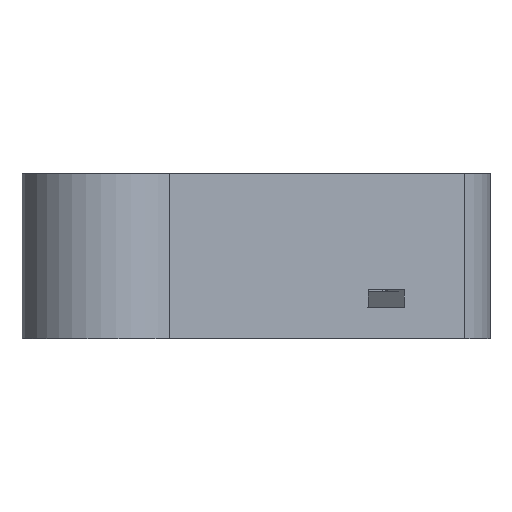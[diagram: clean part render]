
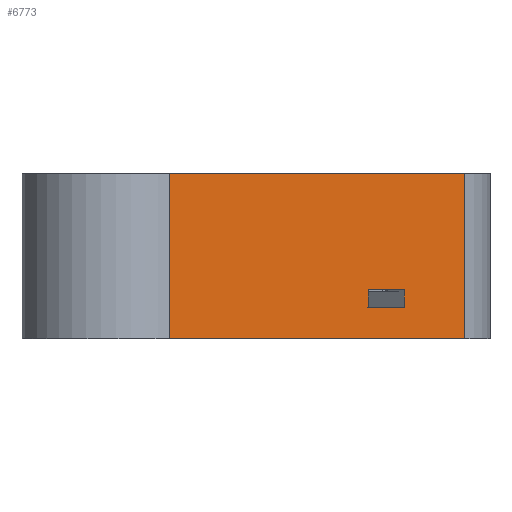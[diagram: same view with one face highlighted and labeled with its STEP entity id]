
A CAD part, left-side view. The second image highlights one B-rep face of the part: STEP entity #6773.
In plain terms, the highlighted planar face has unit normal (-0.707, -0.707, 0).
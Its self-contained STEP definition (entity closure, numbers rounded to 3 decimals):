
#5888=CARTESIAN_POINT('',(94.962,61.536,89.22));
#5889=VERTEX_POINT('',#5888);
#5890=CARTESIAN_POINT('',(169.916,-13.417,89.22));
#5891=VERTEX_POINT('',#5890);
#5892=CARTESIAN_POINT('',(94.962,61.536,89.22));
#5893=DIRECTION('',(0.707,-0.707,0.));
#5894=VECTOR('',#5893,106.);
#5895=LINE('',#5892,#5894);
#5896=EDGE_CURVE('',#5889,#5891,#5895,.T.);
#6034=CARTESIAN_POINT('',(169.916,-13.417,47.22));
#6035=VERTEX_POINT('',#6034);
#6043=CARTESIAN_POINT('',(94.962,61.536,47.22));
#6044=VERTEX_POINT('',#6043);
#6045=CARTESIAN_POINT('',(94.962,61.536,47.22));
#6046=DIRECTION('',(0.707,-0.707,0.));
#6047=VECTOR('',#6046,106.);
#6048=LINE('',#6045,#6047);
#6049=EDGE_CURVE('',#6044,#6035,#6048,.T.);
#6110=CARTESIAN_POINT('',(169.916,-13.417,89.22));
#6111=DIRECTION('',(0.,-0.,-1.));
#6112=VECTOR('',#6111,42.);
#6113=LINE('',#6110,#6112);
#6114=EDGE_CURVE('',#5891,#6035,#6113,.T.);
#6433=CARTESIAN_POINT('',(145.41,11.089,55.22));
#6434=VERTEX_POINT('',#6433);
#6489=CARTESIAN_POINT('',(145.41,11.089,59.72));
#6490=VERTEX_POINT('',#6489);
#6497=CARTESIAN_POINT('',(145.41,11.089,59.72));
#6498=DIRECTION('',(0.,-0.,-1.));
#6499=VECTOR('',#6498,4.5);
#6500=LINE('',#6497,#6499);
#6501=EDGE_CURVE('',#6490,#6434,#6500,.T.);
#6520=CARTESIAN_POINT('',(154.602,1.897,59.72));
#6521=VERTEX_POINT('',#6520);
#6528=CARTESIAN_POINT('',(145.41,11.089,59.72));
#6529=DIRECTION('',(0.707,-0.707,0.));
#6530=VECTOR('',#6529,13.);
#6531=LINE('',#6528,#6530);
#6532=EDGE_CURVE('',#6490,#6521,#6531,.T.);
#6591=CARTESIAN_POINT('',(154.602,1.897,55.22));
#6592=VERTEX_POINT('',#6591);
#6599=CARTESIAN_POINT('',(154.602,1.897,55.22));
#6600=DIRECTION('',(-0.,0.,1.));
#6601=VECTOR('',#6600,4.5);
#6602=LINE('',#6599,#6601);
#6603=EDGE_CURVE('',#6592,#6521,#6602,.T.);
#6621=CARTESIAN_POINT('',(154.602,1.897,55.22));
#6622=DIRECTION('',(-0.707,0.707,-0.));
#6623=VECTOR('',#6622,13.);
#6624=LINE('',#6621,#6623);
#6625=EDGE_CURVE('',#6592,#6434,#6624,.T.);
#6751=CARTESIAN_POINT('',(132.439,24.06,83.22));
#6752=DIRECTION('',(0.707,0.707,-0.));
#6753=DIRECTION('',(0.,-0.,-1.));
#6754=AXIS2_PLACEMENT_3D('',#6751,#6752,#6753);
#6755=PLANE('',#6754);
#6756=ORIENTED_EDGE('',*,*,#6049,.T.);
#6757=ORIENTED_EDGE('',*,*,#6114,.F.);
#6758=ORIENTED_EDGE('',*,*,#5896,.F.);
#6759=CARTESIAN_POINT('',(94.962,61.536,89.22));
#6760=DIRECTION('',(0.,-0.,-1.));
#6761=VECTOR('',#6760,42.);
#6762=LINE('',#6759,#6761);
#6763=EDGE_CURVE('',#5889,#6044,#6762,.T.);
#6764=ORIENTED_EDGE('',*,*,#6763,.T.);
#6765=EDGE_LOOP('',(#6756,#6757,#6758,#6764));
#6766=FACE_BOUND('',#6765,.T.);
#6767=ORIENTED_EDGE('',*,*,#6501,.F.);
#6768=ORIENTED_EDGE('',*,*,#6532,.T.);
#6769=ORIENTED_EDGE('',*,*,#6603,.F.);
#6770=ORIENTED_EDGE('',*,*,#6625,.T.);
#6771=EDGE_LOOP('',(#6767,#6768,#6769,#6770));
#6772=FACE_BOUND('',#6771,.T.);
#6773=ADVANCED_FACE('',(#6766,#6772),#6755,.F.);
